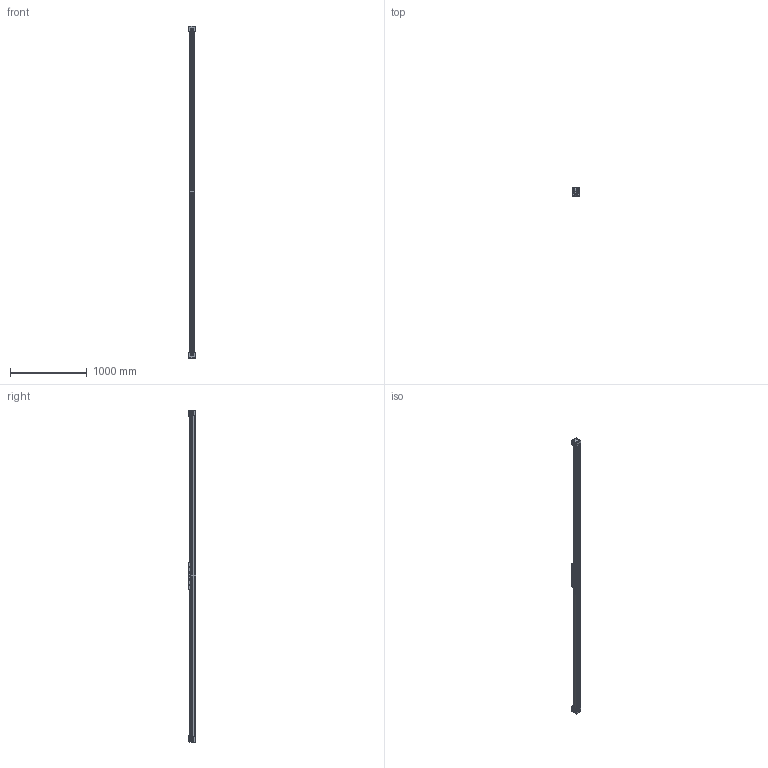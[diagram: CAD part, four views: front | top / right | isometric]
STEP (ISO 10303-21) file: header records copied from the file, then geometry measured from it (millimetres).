
FILE_DESCRIPTION (( 'STEP AP214' ), '1' );
FILE_NAME ('BLM60-3800-4336_Bondy.STEP', '2023-03-14T12:23:07', ( '' ), ( '' ), 'SwSTEP 2.0', 'SolidWorks 2023', '' );
FILE_SCHEMA (( 'AUTOMOTIVE_DESIGN' ));
Length unit declared in the file: millimetre
Products named in the file (1): BLM60-3800-4336_Bondy
Bounding box: 80 x 104 x 4336 mm (x, y, z)
Volume: 14992027.1 mm3; surface area: 3001176.2 mm2
Topology: 118 solids, 118 shells, 7531 faces, 21332 edges, 14012 vertices
Faces by surface type: plane 4333, cylinder 2830, torus 176, sphere 116, cone 52, bspline 24
Entity records: 331225 total; most frequent: CARTESIAN_POINT 47406, DIRECTION 42014, ORIENTED_EDGE 41960, EDGE_CURVE 20980, VECTOR 14630, LINE 14630, VERTEX_POINT 13900, AXIS2_PLACEMENT_3D 13692
